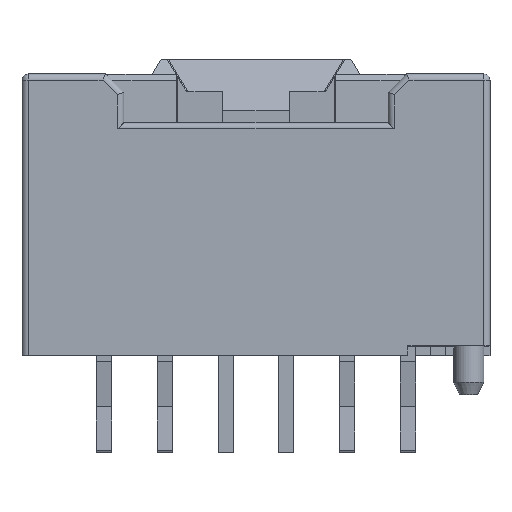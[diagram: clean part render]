
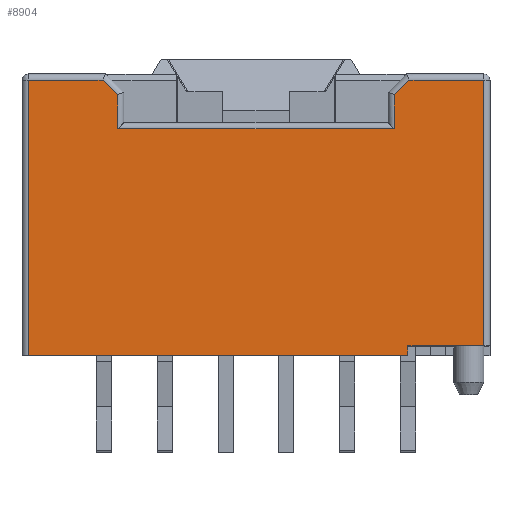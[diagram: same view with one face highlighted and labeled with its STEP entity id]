
A CAD part, top view. The second image highlights one B-rep face of the part: STEP entity #8904.
In plain terms, the highlighted planar face has unit normal (0, 0, 1).
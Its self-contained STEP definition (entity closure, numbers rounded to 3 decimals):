
#2226=DIRECTION('',(0.,-1.,0.));
#2227=VECTOR('',#2226,8.75);
#2228=CARTESIAN_POINT('',(7.5,9.05,0.));
#2229=LINE('',#2228,#2227);
#2239=DIRECTION('',(-1.,0.,0.));
#2240=VECTOR('',#2239,2.5);
#2241=CARTESIAN_POINT('',(7.5,0.3,0.));
#2242=LINE('',#2241,#2240);
#2243=DIRECTION('',(0.,1.,0.));
#2244=VECTOR('',#2243,0.3);
#2245=CARTESIAN_POINT('',(5.,0.,0.));
#2246=LINE('',#2245,#2244);
#2302=DIRECTION('',(1.,0.,0.));
#2303=VECTOR('',#2302,12.5);
#2304=CARTESIAN_POINT('',(-7.5,0.,0.));
#2305=LINE('',#2304,#2303);
#2520=DIRECTION('',(0.,1.,0.));
#2521=VECTOR('',#2520,9.05);
#2522=CARTESIAN_POINT('',(-7.5,0.,0.));
#2523=LINE('',#2522,#2521);
#2529=DIRECTION('',(-1.,0.,0.));
#2530=VECTOR('',#2529,2.467);
#2531=CARTESIAN_POINT('',(-5.033,9.05,0.));
#2532=LINE('',#2531,#2530);
#2558=DIRECTION('',(-1.,0.,0.));
#2559=VECTOR('',#2558,2.467);
#2560=CARTESIAN_POINT('',(7.5,9.05,0.));
#2561=LINE('',#2560,#2559);
#2591=DIRECTION('',(-0.707,-0.707,0.));
#2592=VECTOR('',#2591,0.683);
#2593=CARTESIAN_POINT('',(5.033,9.05,0.));
#2594=LINE('',#2593,#2592);
#2619=DIRECTION('',(0.,-1.,0.));
#2620=VECTOR('',#2619,1.117);
#2621=CARTESIAN_POINT('',(4.55,8.567,0.));
#2622=LINE('',#2621,#2620);
#2658=DIRECTION('',(-1.,0.,0.));
#2659=VECTOR('',#2658,9.1);
#2660=CARTESIAN_POINT('',(4.55,7.45,0.));
#2661=LINE('',#2660,#2659);
#2697=DIRECTION('',(0.,1.,0.));
#2698=VECTOR('',#2697,1.117);
#2699=CARTESIAN_POINT('',(-4.55,7.45,0.));
#2700=LINE('',#2699,#2698);
#2725=DIRECTION('',(-0.707,0.707,0.));
#2726=VECTOR('',#2725,0.683);
#2727=CARTESIAN_POINT('',(-4.55,8.567,0.));
#2728=LINE('',#2727,#2726);
#5833=CARTESIAN_POINT('',(7.5,9.05,0.));
#5834=CARTESIAN_POINT('',(5.033,9.05,0.));
#5835=VERTEX_POINT('',#5833);
#5836=VERTEX_POINT('',#5834);
#5839=CARTESIAN_POINT('',(4.55,8.567,0.));
#5840=VERTEX_POINT('',#5839);
#5843=CARTESIAN_POINT('',(4.55,7.45,0.));
#5844=VERTEX_POINT('',#5843);
#5847=CARTESIAN_POINT('',(-4.55,7.45,0.));
#5848=VERTEX_POINT('',#5847);
#5851=CARTESIAN_POINT('',(-4.55,8.567,0.));
#5852=VERTEX_POINT('',#5851);
#5855=CARTESIAN_POINT('',(-5.033,9.05,0.));
#5856=VERTEX_POINT('',#5855);
#5859=CARTESIAN_POINT('',(-7.5,9.05,0.));
#5860=VERTEX_POINT('',#5859);
#5913=CARTESIAN_POINT('',(-7.5,0.,0.));
#5914=VERTEX_POINT('',#5913);
#6041=CARTESIAN_POINT('',(5.,0.,0.));
#6043=VERTEX_POINT('',#6041);
#6045=CARTESIAN_POINT('',(7.5,0.3,0.));
#6046=CARTESIAN_POINT('',(5.,0.3,0.));
#6047=VERTEX_POINT('',#6045);
#6048=VERTEX_POINT('',#6046);
#8875=CARTESIAN_POINT('',(-7.7,9.25,0.));
#8876=DIRECTION('',(0.,0.,1.));
#8877=DIRECTION('',(0.,-1.,0.));
#8878=AXIS2_PLACEMENT_3D('',#8875,#8876,#8877);
#8879=PLANE('',#8878);
#8880=ORIENTED_EDGE('',*,*,#6383,.T.);
#8882=ORIENTED_EDGE('',*,*,#8881,.F.);
#8884=ORIENTED_EDGE('',*,*,#8883,.F.);
#8886=ORIENTED_EDGE('',*,*,#8885,.T.);
#8888=ORIENTED_EDGE('',*,*,#8887,.F.);
#8890=ORIENTED_EDGE('',*,*,#8889,.F.);
#8892=ORIENTED_EDGE('',*,*,#8891,.F.);
#8894=ORIENTED_EDGE('',*,*,#8893,.F.);
#8896=ORIENTED_EDGE('',*,*,#8895,.F.);
#8898=ORIENTED_EDGE('',*,*,#8897,.F.);
#8900=ORIENTED_EDGE('',*,*,#8899,.F.);
#8901=ORIENTED_EDGE('',*,*,#8868,.T.);
#8902=EDGE_LOOP('',(#8880,#8882,#8884,#8886,#8888,#8890,#8892,#8894,#8896,#8898,
#8900,#8901));
#8903=FACE_OUTER_BOUND('',#8902,.F.);
#8904=ADVANCED_FACE('',(#8903),#8879,.T.);
#6383=EDGE_CURVE('',#6047,#6048,#2242,.T.);
#8868=EDGE_CURVE('',#5835,#6047,#2229,.T.);
#8881=EDGE_CURVE('',#6043,#6048,#2246,.T.);
#8883=EDGE_CURVE('',#5914,#6043,#2305,.T.);
#8885=EDGE_CURVE('',#5914,#5860,#2523,.T.);
#8887=EDGE_CURVE('',#5856,#5860,#2532,.T.);
#8889=EDGE_CURVE('',#5852,#5856,#2728,.T.);
#8891=EDGE_CURVE('',#5848,#5852,#2700,.T.);
#8893=EDGE_CURVE('',#5844,#5848,#2661,.T.);
#8895=EDGE_CURVE('',#5840,#5844,#2622,.T.);
#8897=EDGE_CURVE('',#5836,#5840,#2594,.T.);
#8899=EDGE_CURVE('',#5835,#5836,#2561,.T.);
